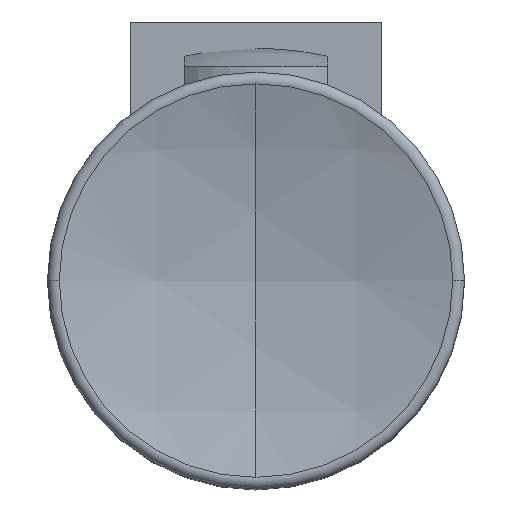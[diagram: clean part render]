
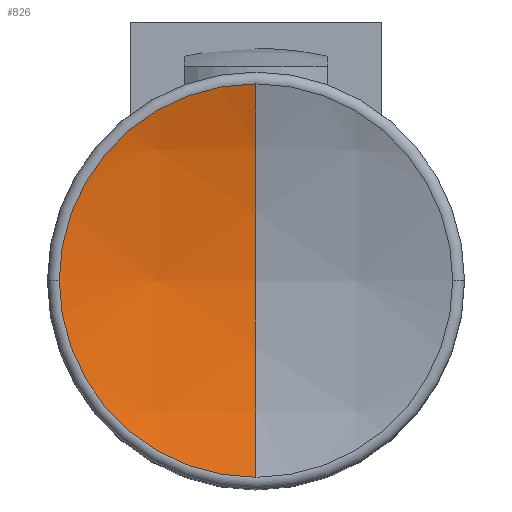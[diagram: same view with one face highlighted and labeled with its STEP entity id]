
A CAD part, top view. The second image highlights one B-rep face of the part: STEP entity #826.
In plain terms, the highlighted spherical face has radius 17.32 mm.
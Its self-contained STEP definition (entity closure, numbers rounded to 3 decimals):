
#36 = ORIENTED_EDGE ( 'NONE', *, *, #642, .T. ) ;
#46 = CARTESIAN_POINT ( 'NONE',  ( 0., -1., 42.32 ) ) ;
#51 = DIRECTION ( 'NONE',  ( 1., 0., 0. ) ) ;
#57 = FACE_OUTER_BOUND ( 'NONE', #640, .T. ) ;
#59 = AXIS2_PLACEMENT_3D ( 'NONE', #875, #546, #382 ) ;
#120 = AXIS2_PLACEMENT_3D ( 'NONE', #825, #1067, #568 ) ;
#145 = ORIENTED_EDGE ( 'NONE', *, *, #515, .T. ) ;
#162 = DIRECTION ( 'NONE',  ( 1., 0., 0. ) ) ;
#201 = CARTESIAN_POINT ( 'NONE',  ( 0., -1., 25.887 ) ) ;
#214 = AXIS2_PLACEMENT_3D ( 'NONE', #889, #51, #309 ) ;
#244 = VERTEX_POINT ( 'NONE', #967 ) ;
#269 = DIRECTION ( 'NONE',  ( 1., 0., 0. ) ) ;
#285 = CIRCLE ( 'NONE', #659, 17.32 ) ;
#298 = VERTEX_POINT ( 'NONE', #901 ) ;
#309 = DIRECTION ( 'NONE',  ( 0., -1., 0. ) ) ;
#325 = VERTEX_POINT ( 'NONE', #992 ) ;
#328 = CIRCLE ( 'NONE', #120, 17.32 ) ;
#382 = DIRECTION ( 'NONE',  ( 1., 0., 0. ) ) ;
#389 = CIRCLE ( 'NONE', #59, 5.471 ) ;
#435 = VERTEX_POINT ( 'NONE', #444 ) ;
#444 = CARTESIAN_POINT ( 'NONE',  ( 0., -1., 25. ) ) ;
#446 = DIRECTION ( 'NONE',  ( 0., 0., 1. ) ) ;
#515 = EDGE_CURVE ( 'NONE', #244, #325, #389, .T. ) ;
#543 = ORIENTED_EDGE ( 'NONE', *, *, #970, .F. ) ;
#546 = DIRECTION ( 'NONE',  ( 0., 0., 1. ) ) ;
#568 = DIRECTION ( 'NONE',  ( 0., 0., 1. ) ) ;
#587 = DIRECTION ( 'NONE',  ( 0., 1., 0. ) ) ;
#640 = EDGE_LOOP ( 'NONE', ( #543, #36, #145, #937 ) ) ;
#642 = EDGE_CURVE ( 'NONE', #435, #244, #285, .T. ) ;
#658 = AXIS2_PLACEMENT_3D ( 'NONE', #201, #446, #269 ) ;
#659 = AXIS2_PLACEMENT_3D ( 'NONE', #46, #162, #587 ) ;
#742 = CIRCLE ( 'NONE', #658, 5.471 ) ;
#825 = CARTESIAN_POINT ( 'NONE',  ( 0., -1., 42.32 ) ) ;
#826 = ADVANCED_FACE ( 'NONE', ( #57 ), #898, .F. ) ;
#875 = CARTESIAN_POINT ( 'NONE',  ( 0., -1., 25.887 ) ) ;
#889 = CARTESIAN_POINT ( 'NONE',  ( 0., -1., 42.32 ) ) ;
#898 = SPHERICAL_SURFACE ( 'NONE', #214, 17.32 ) ;
#901 = CARTESIAN_POINT ( 'NONE',  ( 0., -6.471, 25.887 ) ) ;
#937 = ORIENTED_EDGE ( 'NONE', *, *, #1074, .T. ) ;
#967 = CARTESIAN_POINT ( 'NONE',  ( 0., 4.471, 25.887 ) ) ;
#970 = EDGE_CURVE ( 'NONE', #435, #298, #328, .T. ) ;
#992 = CARTESIAN_POINT ( 'NONE',  ( -5.471, -1., 25.887 ) ) ;
#1067 = DIRECTION ( 'NONE',  ( -1., 0., 0. ) ) ;
#1074 = EDGE_CURVE ( 'NONE', #325, #298, #742, .T. ) ;
